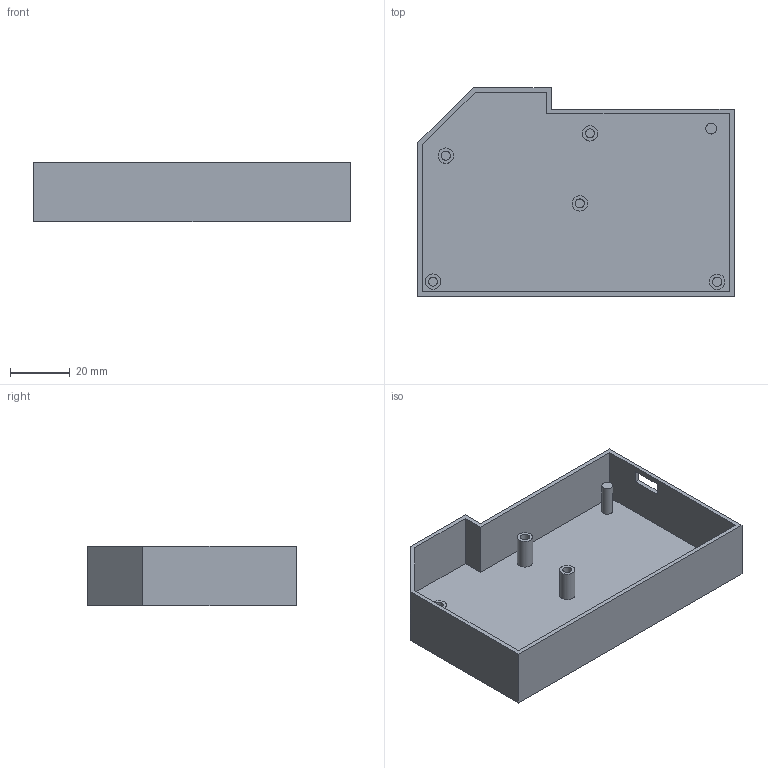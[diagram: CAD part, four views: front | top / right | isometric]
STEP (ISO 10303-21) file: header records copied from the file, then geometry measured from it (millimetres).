
FILE_DESCRIPTION(/* description */ ('STEP AP242','CAx-IF Rec.Pracs.---Representation and Presentation of Product Manufacturing Information (PMI)---4.0---2014-10-13','CAx-IF Rec.Pracs.---3D Tessellated Geometry---0.4---2014-09-14','2;1'),/* implementation_level */ '2;1');
FILE_NAME(/* name */ '670fbc11f84a206340338ead',/* time_stamp */ '2024-10-16T13:13:54Z',/* author */ (''),/* organization */ (''),/* preprocessor_version */ 'ST-DEVELOPER v20',/* originating_system */ ' ',/* authorisation */ ' ');
FILE_SCHEMA (('AP242_MANAGED_MODEL_BASED_3D_ENGINEERING_MIM_LF { 1 0 10303 442 1 1 4 }'));
Length unit declared in the file: metre
Products named in the file (6): Curve 5; Curve 3; Part 1; Curve 4; Curve 1; Curve 2
Bounding box: 105.94 x 69.85 x 20 mm (x, y, z)
Volume: 20202.3 mm3; surface area: 27973.6 mm2
Topology: 1 solids, 2 shells, 46 faces, 95 edges, 70 vertices
Faces by surface type: plane 34, cylinder 12
Full cylindrical faces by diameter (mm): 1.522 x1, 3 x1, 3.019 x1, 3.045 x1, 3.05 x1, 3.066 x1, 3.652 x1, 5.13 x1, 5.149 x1, 5.175 x1, 5.18 x1, 5.196 x1
Entity records: 7543 total; most frequent: CARTESIAN_POINT 6435, DIRECTION 206, ORIENTED_EDGE 156, EDGE_CURVE 78, AXIS2_PLACEMENT_3D 76, EDGE_LOOP 72, FACE_BOUND 72, VERTEX_POINT 60
